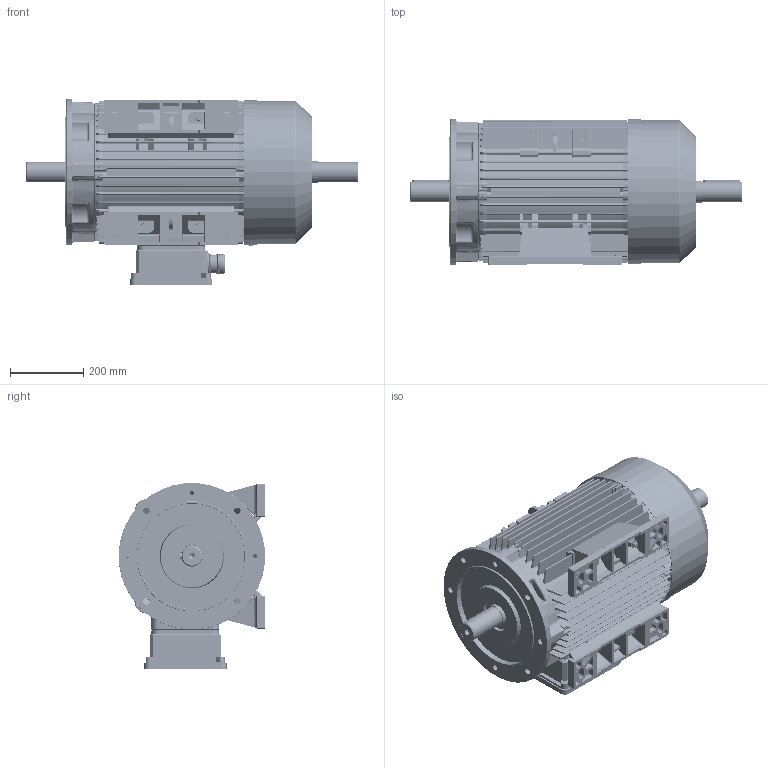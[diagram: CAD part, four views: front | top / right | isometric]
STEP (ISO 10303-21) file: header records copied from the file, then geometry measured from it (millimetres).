
FILE_DESCRIPTION (( 'STEP AP214' ), '1' );
FILE_NAME ('FCAP200L-B3 B5-IC411-2-4-6-8 POLES-TB LEFT-DOUBLE SHAFT.STEP', '2024-09-30T09:14:14', ( '' ), ( '' ), 'SwSTEP 2.0', 'SolidWorks 2024', '' );
FILE_SCHEMA (( 'AUTOMOTIVE_DESIGN' ));
Length unit declared in the file: millimetre
Products named in the file (23): Tappo M50; Albero serie C-FC200L- 4 POLI; hex bolt gradeab_iso_ISO 4014 - M5 x 25 x 16-C; Copriventola  200-225T h.185; Dado M14; Guarnizione scatola-coperchio 225T-250T; Targhetta motore_LAMIERA ALLUMINIO; Piede 200L; Coperchio scatola morsetti 225T-250T; Scudo serie C200L ant. e post._DEFAULT; Guarnizione scatola-motore 225-250T; Vite TE M14 L.85; hex nut gradec_iso_Hexagon Nut ISO - 4034 - M10 - N; PRESSACAVO M50; Scatola morsetti 225T-250T; FCAP200L-B3 B5-IC411-2-4-6-8 POLES-TB LEFT-DOUBLE SHAFT; Carcassa 225T-B3-B5_Per Altezza pacco 250; hex bolt gradeab_iso_ISO 4014 - M10 x 60 x 60-N; Radial Ball Bearing_68_SKF1_SKF - 6312 - 10,DE,AC,10_68; Coprimorsettiera  225T-250T; parallel_din_Parallel key A16 x 10 x 100 DIN 6885; chiodino targhetta d.3.2x6; Flangia FC200L diam.400
Assembly tree (26 placements, depth 3):
  FCAP200L-B3 B5-IC411-2-4-6-8 POLES-TB LEFT-DOUBLE SHAFT
    Albero serie C-FC200L- 4 POLI  x2
    hex nut gradec_iso_Hexagon Nut ISO - 4034 - M10 - N
    Radial Ball Bearing_68_SKF1_SKF - 6312 - 10,DE,AC,10_68  x2
    Scudo serie C200L ant. e post._DEFAULT
    hex bolt gradeab_iso_ISO 4014 - M10 x 60 x 60-N
    Copriventola  200-225T h.185
    parallel_din_Parallel key A16 x 10 x 100 DIN 6885  x2
    Targhetta motore_LAMIERA ALLUMINIO
    chiodino targhetta d.3.2x6
    hex bolt gradeab_iso_ISO 4014 - M5 x 25 x 16-C
    Piede 200L  x2
    Vite TE M14 L.85
    Dado M14
    Carcassa 225T-B3-B5_Per Altezza pacco 250
    Coprimorsettiera  225T-250T
      Scatola morsetti 225T-250T
      Guarnizione scatola-coperchio 225T-250T
      Guarnizione scatola-motore 225-250T
      Coperchio scatola morsetti 225T-250T
      Tappo M50
      PRESSACAVO M50
    Flangia FC200L diam.400
Bounding box: 905 x 399.24 x 506.24 mm (x, y, z)
Volume: 19731220.8 mm3; surface area: 4631704.7 mm2
Topology: 25 solids, 26 shells, 7483 faces, 20038 edges, 12572 vertices
Faces by surface type: plane 3388, cylinder 1849, bspline 793, torus 711, cone 391, sphere 351
Entity records: 246740 total; most frequent: CARTESIAN_POINT 76478, ORIENTED_EDGE 36936, DIRECTION 32831, EDGE_CURVE 18468, VERTEX_POINT 11620, AXIS2_PLACEMENT_3D 11077, VECTOR 10677, LINE 10677
